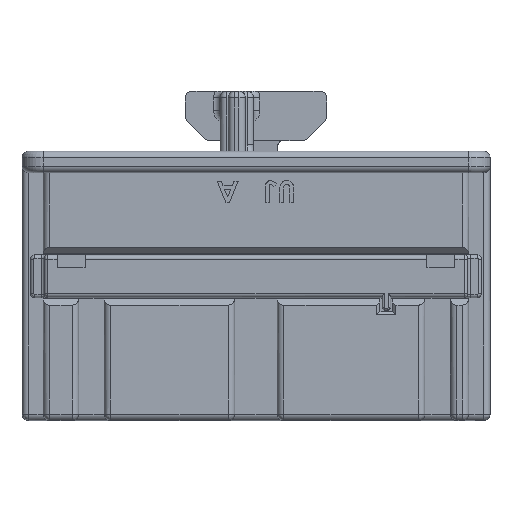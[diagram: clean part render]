
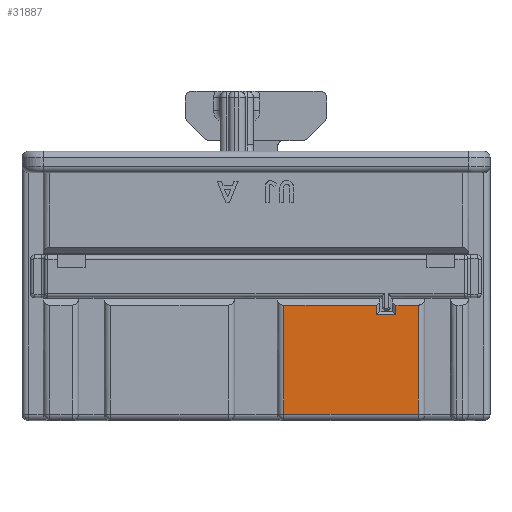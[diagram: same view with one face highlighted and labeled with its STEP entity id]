
A CAD part, front view. The second image highlights one B-rep face of the part: STEP entity #31887.
In plain terms, the highlighted planar face has unit normal (0, -1, 0).
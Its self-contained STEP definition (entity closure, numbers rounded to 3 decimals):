
#20 = CARTESIAN_POINT ( 'NONE',  ( 7.6, -3.95, -2.4 ) ) ;
#70 = VERTEX_POINT ( 'NONE', #24478 ) ;
#368 = EDGE_CURVE ( 'NONE', #17942, #16526, #15006, .T. ) ;
#568 = LINE ( 'NONE', #12393, #3430 ) ;
#670 = VECTOR ( 'NONE', #40123, 1000. ) ;
#881 = LINE ( 'NONE', #16802, #38216 ) ;
#1099 = ORIENTED_EDGE ( 'NONE', *, *, #9491, .T. ) ;
#2641 = ORIENTED_EDGE ( 'NONE', *, *, #34338, .T. ) ;
#2802 = DIRECTION ( 'NONE',  ( 0., 0., 1. ) ) ;
#2925 = LINE ( 'NONE', #15335, #670 ) ;
#3430 = VECTOR ( 'NONE', #6125, 1000. ) ;
#3652 = CARTESIAN_POINT ( 'NONE',  ( 5.65, -3.95, -2.4 ) ) ;
#4141 = EDGE_CURVE ( 'NONE', #21837, #26653, #2925, .T. ) ;
#6125 = DIRECTION ( 'NONE',  ( -1., 0., 0. ) ) ;
#6157 = EDGE_CURVE ( 'NONE', #26653, #21171, #34503, .T. ) ;
#6251 = AXIS2_PLACEMENT_3D ( 'NONE', #36973, #21340, #30926 ) ;
#7596 = VECTOR ( 'NONE', #14643, 1000. ) ;
#8289 = CARTESIAN_POINT ( 'NONE',  ( 5.65, -3.95, -2.85 ) ) ;
#9226 = ORIENTED_EDGE ( 'NONE', *, *, #21659, .T. ) ;
#9491 = EDGE_CURVE ( 'NONE', #25215, #31958, #568, .T. ) ;
#11661 = ORIENTED_EDGE ( 'NONE', *, *, #34118, .T. ) ;
#12393 = CARTESIAN_POINT ( 'NONE',  ( 1., -3.95, -2.4 ) ) ;
#12528 = DIRECTION ( 'NONE',  ( -1., 0., 0. ) ) ;
#14591 = EDGE_LOOP ( 'NONE', ( #2641, #39708, #11661, #39401, #38400, #9226, #1099, #21711 ) ) ;
#14643 = DIRECTION ( 'NONE',  ( 0., 0., -1. ) ) ;
#15006 = LINE ( 'NONE', #30720, #23057 ) ;
#15307 = CARTESIAN_POINT ( 'NONE',  ( 6.55, -3.95, -2.85 ) ) ;
#15335 = CARTESIAN_POINT ( 'NONE',  ( 6.55, -3.95, -2.7 ) ) ;
#16526 = VERTEX_POINT ( 'NONE', #20 ) ;
#16802 = CARTESIAN_POINT ( 'NONE',  ( 6.4, -3.95, -2.4 ) ) ;
#17942 = VERTEX_POINT ( 'NONE', #28096 ) ;
#18150 = FACE_OUTER_BOUND ( 'NONE', #14591, .T. ) ;
#19276 = DIRECTION ( 'NONE',  ( -1., 0., 0. ) ) ;
#20359 = PLANE ( 'NONE',  #6251 ) ;
#20773 = CARTESIAN_POINT ( 'NONE',  ( 1.3, -3.95, -7.8 ) ) ;
#21171 = VERTEX_POINT ( 'NONE', #8289 ) ;
#21340 = DIRECTION ( 'NONE',  ( 0., -1., 0. ) ) ;
#21586 = LINE ( 'NONE', #3652, #25496 ) ;
#21659 = EDGE_CURVE ( 'NONE', #21171, #25215, #21586, .T. ) ;
#21696 = CARTESIAN_POINT ( 'NONE',  ( 5.8, -3.95, -2.85 ) ) ;
#21711 = ORIENTED_EDGE ( 'NONE', *, *, #25980, .T. ) ;
#21837 = VERTEX_POINT ( 'NONE', #32947 ) ;
#23057 = VECTOR ( 'NONE', #2802, 1000. ) ;
#24478 = CARTESIAN_POINT ( 'NONE',  ( 1.3, -3.95, -7.5 ) ) ;
#25215 = VERTEX_POINT ( 'NONE', #27871 ) ;
#25496 = VECTOR ( 'NONE', #34189, 1000. ) ;
#25980 = EDGE_CURVE ( 'NONE', #31958, #70, #32785, .T. ) ;
#26653 = VERTEX_POINT ( 'NONE', #15307 ) ;
#27871 = CARTESIAN_POINT ( 'NONE',  ( 5.65, -3.95, -2.4 ) ) ;
#27912 = VECTOR ( 'NONE', #35434, 1000. ) ;
#28096 = CARTESIAN_POINT ( 'NONE',  ( 7.6, -3.95, -7.5 ) ) ;
#30720 = CARTESIAN_POINT ( 'NONE',  ( 7.6, -3.95, -2.4 ) ) ;
#30926 = DIRECTION ( 'NONE',  ( 0., 0., -1. ) ) ;
#31611 = CARTESIAN_POINT ( 'NONE',  ( 7.9, -3.95, -7.5 ) ) ;
#31887 = ADVANCED_FACE ( 'NONE', ( #18150 ), #20359, .T. ) ;
#31958 = VERTEX_POINT ( 'NONE', #37195 ) ;
#32193 = LINE ( 'NONE', #31611, #27912 ) ;
#32785 = LINE ( 'NONE', #20773, #7596 ) ;
#32947 = CARTESIAN_POINT ( 'NONE',  ( 6.55, -3.95, -2.4 ) ) ;
#34118 = EDGE_CURVE ( 'NONE', #16526, #21837, #881, .T. ) ;
#34189 = DIRECTION ( 'NONE',  ( 0., 0., 1. ) ) ;
#34338 = EDGE_CURVE ( 'NONE', #70, #17942, #32193, .T. ) ;
#34503 = LINE ( 'NONE', #21696, #37189 ) ;
#35434 = DIRECTION ( 'NONE',  ( 1., 0., 0. ) ) ;
#36973 = CARTESIAN_POINT ( 'NONE',  ( -9.95, -3.95, -29.07 ) ) ;
#37189 = VECTOR ( 'NONE', #12528, 1000. ) ;
#37195 = CARTESIAN_POINT ( 'NONE',  ( 1.3, -3.95, -2.4 ) ) ;
#38216 = VECTOR ( 'NONE', #19276, 1000. ) ;
#38400 = ORIENTED_EDGE ( 'NONE', *, *, #6157, .T. ) ;
#39401 = ORIENTED_EDGE ( 'NONE', *, *, #4141, .T. ) ;
#39708 = ORIENTED_EDGE ( 'NONE', *, *, #368, .T. ) ;
#40123 = DIRECTION ( 'NONE',  ( 0., 0., -1. ) ) ;
